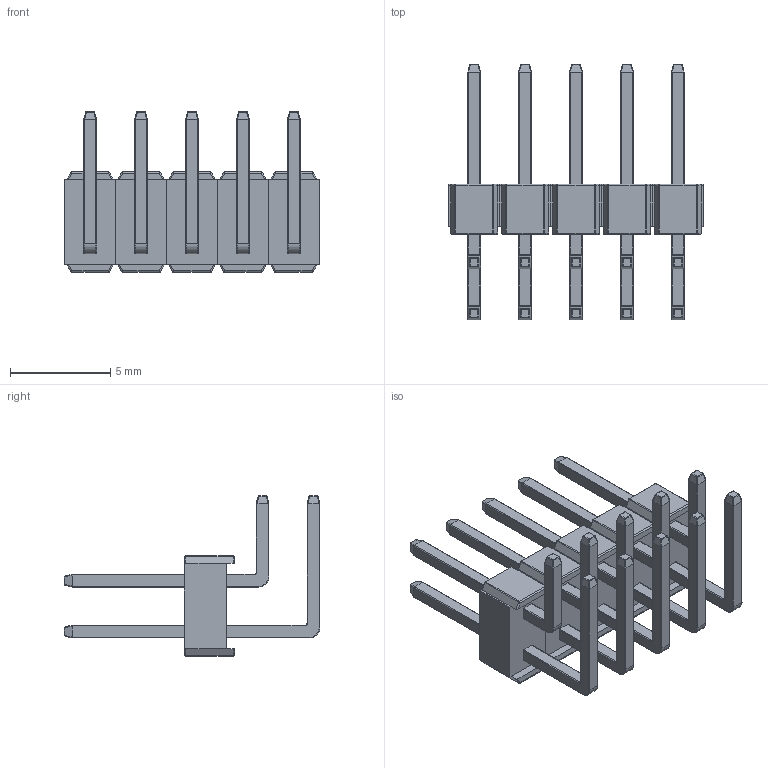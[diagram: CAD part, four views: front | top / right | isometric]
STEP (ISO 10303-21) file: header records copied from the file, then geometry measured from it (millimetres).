
FILE_DESCRIPTION (( 'STEP AP214' ), '1' );
FILE_NAME ('PH2RA 10 UA.STEP', '2019-04-17T14:46:13', ( '' ), ( '' ), 'SwSTEP 2.0', 'SolidWorks 2014', '' );
FILE_SCHEMA (( 'AUTOMOTIVE_DESIGN' ));
Length unit declared in the file: millimetre
Products named in the file (1): PH2RA 10 UA
Bounding box: 12.7 x 12.76 x 8 mm (x, y, z)
Volume: 191.4 mm3; surface area: 759.2 mm2
Topology: 25 solids, 25 shells, 1030 faces, 2460 edges, 1400 vertices
Faces by surface type: cylinder 480, plane 350, torus 80, sphere 80, bspline 40
Entity records: 29354 total; most frequent: CARTESIAN_POINT 6571, ORIENTED_EDGE 4760, DIRECTION 4742, EDGE_CURVE 2380, AXIS2_PLACEMENT_3D 1731, VERTEX_POINT 1400, LINE 1280, VECTOR 1280
